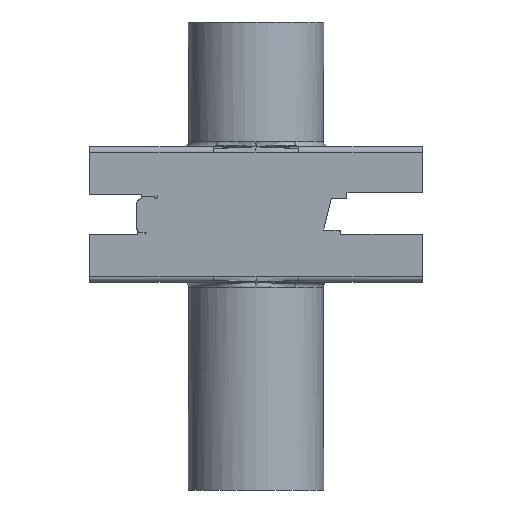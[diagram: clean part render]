
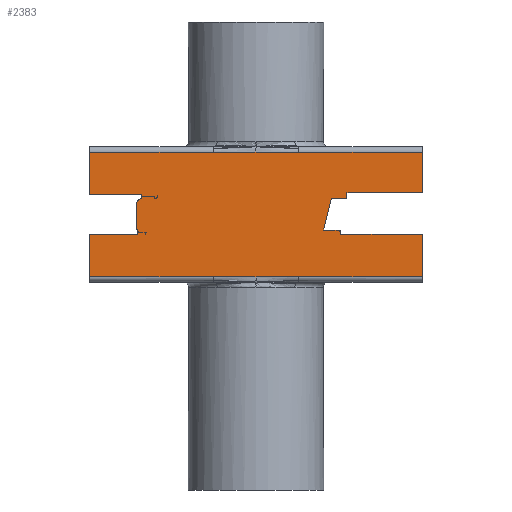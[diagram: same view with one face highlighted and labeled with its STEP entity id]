
A CAD part, left-side view. The second image highlights one B-rep face of the part: STEP entity #2383.
In plain terms, the highlighted planar face has unit normal (-1, 0, 0).
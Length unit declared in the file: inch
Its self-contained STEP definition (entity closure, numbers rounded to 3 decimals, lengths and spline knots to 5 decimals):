
#77=PLANE('',#2555);
#161=FACE_OUTER_BOUND('',#305,.T.);
#305=EDGE_LOOP('',(#1721,#1722,#1723,#1724,#1725,#1726,#1727,#1728,#1729,
#1730,#1731,#1732,#1733,#1734,#1735,#1736,#1737,#1738,#1739,#1740,#1741,
#1742,#1743,#1744,#1745,#1746,#1747,#1748));
#442=CIRCLE('',#2540,0.05);
#444=CIRCLE('',#2543,0.15);
#451=CIRCLE('',#2556,0.5);
#541=LINE('',#5532,#707);
#542=LINE('',#5771,#708);
#545=LINE('',#8839,#711);
#546=LINE('',#9078,#712);
#549=LINE('',#10593,#715);
#559=LINE('',#10649,#725);
#572=LINE('',#10725,#738);
#573=LINE('',#10727,#739);
#574=LINE('',#10729,#740);
#575=LINE('',#10731,#741);
#576=LINE('',#10733,#742);
#577=LINE('',#10735,#743);
#578=LINE('',#10736,#744);
#579=LINE('',#10738,#745);
#580=LINE('',#10740,#746);
#581=LINE('',#10742,#747);
#582=LINE('',#10744,#748);
#583=LINE('',#10747,#749);
#584=LINE('',#10749,#750);
#585=LINE('',#10751,#751);
#586=LINE('',#10752,#752);
#587=LINE('',#10754,#753);
#588=LINE('',#10756,#754);
#589=LINE('',#10757,#755);
#707=VECTOR('',#2759,0.3937);
#708=VECTOR('',#2764,0.3937);
#711=VECTOR('',#2791,0.3937);
#712=VECTOR('',#2796,0.3937);
#715=VECTOR('',#2811,0.3937);
#725=VECTOR('',#2843,0.3937);
#738=VECTOR('',#2870,0.3937);
#739=VECTOR('',#2871,0.3937);
#740=VECTOR('',#2872,0.3937);
#741=VECTOR('',#2873,0.3937);
#742=VECTOR('',#2874,0.3937);
#743=VECTOR('',#2875,0.3937);
#744=VECTOR('',#2876,0.3937);
#745=VECTOR('',#2877,0.3937);
#746=VECTOR('',#2878,0.3937);
#747=VECTOR('',#2879,0.3937);
#748=VECTOR('',#2880,0.3937);
#749=VECTOR('',#2883,0.3937);
#750=VECTOR('',#2884,0.3937);
#751=VECTOR('',#2885,0.3937);
#752=VECTOR('',#2886,0.3937);
#753=VECTOR('',#2887,0.3937);
#754=VECTOR('',#2888,0.3937);
#755=VECTOR('',#2889,0.3937);
#926=B_SPLINE_CURVE_WITH_KNOTS('',3,(#10577,#10578,#10579,#10580,#10581,
#10582,#10583,#10584,#10585,#10586,#10587,#10588,#10589),.UNSPECIFIED.,
 .F.,.F.,(4,3,3,3,4),(0.,0.00123,0.29984,0.55805,
0.74767),.UNSPECIFIED.);
#969=VERTEX_POINT('',#5518);
#970=VERTEX_POINT('',#5531);
#972=VERTEX_POINT('',#5769);
#1001=VERTEX_POINT('',#8825);
#1002=VERTEX_POINT('',#8838);
#1004=VERTEX_POINT('',#9076);
#1019=VERTEX_POINT('',#10565);
#1020=VERTEX_POINT('',#10576);
#1021=VERTEX_POINT('',#10592);
#1023=VERTEX_POINT('',#10598);
#1024=VERTEX_POINT('',#10599);
#1027=VERTEX_POINT('',#10607);
#1036=VERTEX_POINT('',#10647);
#1052=VERTEX_POINT('',#10724);
#1053=VERTEX_POINT('',#10726);
#1054=VERTEX_POINT('',#10728);
#1055=VERTEX_POINT('',#10730);
#1056=VERTEX_POINT('',#10732);
#1057=VERTEX_POINT('',#10734);
#1058=VERTEX_POINT('',#10737);
#1059=VERTEX_POINT('',#10739);
#1060=VERTEX_POINT('',#10741);
#1061=VERTEX_POINT('',#10743);
#1062=VERTEX_POINT('',#10745);
#1063=VERTEX_POINT('',#10748);
#1064=VERTEX_POINT('',#10750);
#1065=VERTEX_POINT('',#10753);
#1066=VERTEX_POINT('',#10755);
#1207=EDGE_CURVE('',#969,#970,#541,.T.);
#1211=EDGE_CURVE('',#972,#969,#542,.T.);
#1251=EDGE_CURVE('',#1001,#1002,#545,.T.);
#1255=EDGE_CURVE('',#1004,#1001,#546,.T.);
#1275=EDGE_CURVE('',#1020,#1019,#926,.T.);
#1277=EDGE_CURVE('',#1021,#1020,#549,.T.);
#1280=EDGE_CURVE('',#1023,#1024,#442,.T.);
#1284=EDGE_CURVE('',#1027,#1024,#444,.T.);
#1296=EDGE_CURVE('',#1023,#1036,#559,.T.);
#1315=EDGE_CURVE('',#1019,#1052,#572,.T.);
#1316=EDGE_CURVE('',#1052,#1053,#573,.T.);
#1317=EDGE_CURVE('',#1053,#1054,#574,.T.);
#1318=EDGE_CURVE('',#1054,#1055,#575,.T.);
#1319=EDGE_CURVE('',#1055,#1056,#576,.T.);
#1320=EDGE_CURVE('',#1056,#1057,#577,.T.);
#1321=EDGE_CURVE('',#970,#1057,#578,.T.);
#1322=EDGE_CURVE('',#1058,#972,#579,.T.);
#1323=EDGE_CURVE('',#1058,#1059,#580,.T.);
#1324=EDGE_CURVE('',#1059,#1060,#581,.T.);
#1325=EDGE_CURVE('',#1060,#1061,#582,.T.);
#1326=EDGE_CURVE('',#1061,#1062,#451,.T.);
#1327=EDGE_CURVE('',#1062,#1027,#583,.T.);
#1328=EDGE_CURVE('',#1036,#1063,#584,.T.);
#1329=EDGE_CURVE('',#1063,#1064,#585,.T.);
#1330=EDGE_CURVE('',#1002,#1064,#586,.T.);
#1331=EDGE_CURVE('',#1065,#1004,#587,.T.);
#1332=EDGE_CURVE('',#1065,#1066,#588,.T.);
#1333=EDGE_CURVE('',#1066,#1021,#589,.T.);
#1721=ORIENTED_EDGE('',*,*,#1275,.T.);
#1722=ORIENTED_EDGE('',*,*,#1315,.T.);
#1723=ORIENTED_EDGE('',*,*,#1316,.T.);
#1724=ORIENTED_EDGE('',*,*,#1317,.T.);
#1725=ORIENTED_EDGE('',*,*,#1318,.T.);
#1726=ORIENTED_EDGE('',*,*,#1319,.T.);
#1727=ORIENTED_EDGE('',*,*,#1320,.T.);
#1728=ORIENTED_EDGE('',*,*,#1321,.F.);
#1729=ORIENTED_EDGE('',*,*,#1207,.F.);
#1730=ORIENTED_EDGE('',*,*,#1211,.F.);
#1731=ORIENTED_EDGE('',*,*,#1322,.F.);
#1732=ORIENTED_EDGE('',*,*,#1323,.T.);
#1733=ORIENTED_EDGE('',*,*,#1324,.T.);
#1734=ORIENTED_EDGE('',*,*,#1325,.T.);
#1735=ORIENTED_EDGE('',*,*,#1326,.T.);
#1736=ORIENTED_EDGE('',*,*,#1327,.T.);
#1737=ORIENTED_EDGE('',*,*,#1284,.T.);
#1738=ORIENTED_EDGE('',*,*,#1280,.F.);
#1739=ORIENTED_EDGE('',*,*,#1296,.T.);
#1740=ORIENTED_EDGE('',*,*,#1328,.T.);
#1741=ORIENTED_EDGE('',*,*,#1329,.T.);
#1742=ORIENTED_EDGE('',*,*,#1330,.F.);
#1743=ORIENTED_EDGE('',*,*,#1251,.F.);
#1744=ORIENTED_EDGE('',*,*,#1255,.F.);
#1745=ORIENTED_EDGE('',*,*,#1331,.F.);
#1746=ORIENTED_EDGE('',*,*,#1332,.T.);
#1747=ORIENTED_EDGE('',*,*,#1333,.T.);
#1748=ORIENTED_EDGE('',*,*,#1277,.T.);
#2383=ADVANCED_FACE('',(#161),#77,.T.);
#2540=AXIS2_PLACEMENT_3D('',#10600,#2817,#2818);
#2543=AXIS2_PLACEMENT_3D('',#10608,#2825,#2826);
#2555=AXIS2_PLACEMENT_3D('',#10723,#2868,#2869);
#2556=AXIS2_PLACEMENT_3D('',#10746,#2881,#2882);
#2759=DIRECTION('',(0.,-1.,0.));
#2764=DIRECTION('',(0.,-1.,0.));
#2791=DIRECTION('',(0.,1.,0.));
#2796=DIRECTION('',(0.,1.,0.));
#2811=DIRECTION('',(0.,0.,1.));
#2817=DIRECTION('center_axis',(-1.,0.,0.));
#2818=DIRECTION('ref_axis',(0.,-0.791,0.612));
#2825=DIRECTION('center_axis',(-1.,0.,0.));
#2826=DIRECTION('ref_axis',(0.,0.707,-0.707));
#2843=DIRECTION('',(0.,0.,-1.));
#2868=DIRECTION('center_axis',(-1.,0.,0.));
#2869=DIRECTION('ref_axis',(0.,0.,1.));
#2870=DIRECTION('',(0.,1.,0.));
#2871=DIRECTION('',(0.,-0.243,0.97));
#2872=DIRECTION('',(0.,-1.,0.));
#2873=DIRECTION('',(0.,0.,1.));
#2874=DIRECTION('',(0.,-1.,0.));
#2875=DIRECTION('',(0.,0.,1.));
#2876=DIRECTION('',(0.,-1.,0.));
#2877=DIRECTION('',(0.,-1.,0.));
#2878=DIRECTION('',(0.,0.,-1.));
#2879=DIRECTION('',(0.,-1.,0.));
#2880=DIRECTION('',(0.,0.,-1.));
#2881=DIRECTION('center_axis',(-1.,0.,0.));
#2882=DIRECTION('ref_axis',(0.,0.707,0.707));
#2883=DIRECTION('',(0.,0.,-1.));
#2884=DIRECTION('',(0.,1.,0.));
#2885=DIRECTION('',(0.,0.,-1.));
#2886=DIRECTION('',(0.,1.,0.));
#2887=DIRECTION('',(0.,1.,0.));
#2888=DIRECTION('',(0.,0.,1.));
#2889=DIRECTION('',(0.,1.,0.));
#5518=CARTESIAN_POINT('',(-6.5,0.,6.));
#5531=CARTESIAN_POINT('',(-6.5,-4.10548,6.));
#5532=CARTESIAN_POINT('',(-6.5,0.,6.));
#5769=CARTESIAN_POINT('',(-6.5,4.10548,6.));
#5771=CARTESIAN_POINT('',(-6.5,0.,6.));
#8825=CARTESIAN_POINT('',(-6.5,0.,-6.));
#8838=CARTESIAN_POINT('',(-6.5,4.10548,-6.));
#8839=CARTESIAN_POINT('',(-6.5,0.,-6.));
#9076=CARTESIAN_POINT('',(-6.5,-4.10548,-6.));
#9078=CARTESIAN_POINT('',(-6.5,0.,-6.));
#10565=CARTESIAN_POINT('',(-6.5,-7.89352,-1.5));
#10576=CARTESIAN_POINT('',(-6.5,-8.15,-1.63953));
#10577=CARTESIAN_POINT('Ctrl Pts',(-6.5,-8.15,-1.63953));
#10578=CARTESIAN_POINT('Ctrl Pts',(-6.5,-8.14989,-1.63943));
#10579=CARTESIAN_POINT('Ctrl Pts',(-6.5,-8.14978,-1.63932));
#10580=CARTESIAN_POINT('Ctrl Pts',(-6.5,-8.14967,-1.63921));
#10581=CARTESIAN_POINT('Ctrl Pts',(-6.5,-8.12262,-1.6132));
#10582=CARTESIAN_POINT('Ctrl Pts',(-6.5,-8.09595,-1.58847));
#10583=CARTESIAN_POINT('Ctrl Pts',(-6.5,-8.06636,-1.56642));
#10584=CARTESIAN_POINT('Ctrl Pts',(-6.5,-8.04077,-1.54735));
#10585=CARTESIAN_POINT('Ctrl Pts',(-6.5,-8.00978,-1.52794));
#10586=CARTESIAN_POINT('Ctrl Pts',(-6.5,-7.97433,-1.51502));
#10587=CARTESIAN_POINT('Ctrl Pts',(-6.5,-7.9483,-1.50554));
#10588=CARTESIAN_POINT('Ctrl Pts',(-6.5,-7.9211,-1.5));
#10589=CARTESIAN_POINT('Ctrl Pts',(-6.5,-7.89352,-1.5));
#10592=CARTESIAN_POINT('',(-6.5,-8.15,-1.9));
#10593=CARTESIAN_POINT('',(-6.5,-8.15,-0.75));
#10598=CARTESIAN_POINT('',(-6.5,11.35,-1.54365));
#10599=CARTESIAN_POINT('',(-6.5,11.3875,-1.49524));
#10600=CARTESIAN_POINT('Origin',(-6.5,11.4,-1.54365));
#10607=CARTESIAN_POINT('',(-6.5,11.5,-1.35));
#10608=CARTESIAN_POINT('Origin',(-6.5,11.35,-1.35));
#10647=CARTESIAN_POINT('',(-6.5,11.35,-1.9));
#10649=CARTESIAN_POINT('',(-6.5,11.35,-0.95));
#10723=CARTESIAN_POINT('Origin',(-6.5,0.,0.));
#10724=CARTESIAN_POINT('',(-6.5,-6.5,-1.5));
#10725=CARTESIAN_POINT('',(-6.5,-3.25,-1.5));
#10726=CARTESIAN_POINT('',(-6.5,-7.25,1.5));
#10727=CARTESIAN_POINT('',(-6.5,-6.86029,-0.05882));
#10728=CARTESIAN_POINT('',(-6.5,-8.75,1.5));
#10729=CARTESIAN_POINT('',(-6.5,-3.25,1.5));
#10730=CARTESIAN_POINT('',(-6.5,-8.75,2.1));
#10731=CARTESIAN_POINT('',(-6.5,-8.75,1.05));
#10732=CARTESIAN_POINT('',(-6.5,-16.,2.1));
#10733=CARTESIAN_POINT('',(-6.5,-8.,2.1));
#10734=CARTESIAN_POINT('',(-6.5,-16.,6.));
#10735=CARTESIAN_POINT('',(-6.5,-16.,-6.5));
#10736=CARTESIAN_POINT('',(-6.5,8.,6.));
#10737=CARTESIAN_POINT('',(-6.5,16.,6.));
#10738=CARTESIAN_POINT('',(-6.5,8.,6.));
#10739=CARTESIAN_POINT('',(-6.5,16.,1.9));
#10740=CARTESIAN_POINT('',(-6.5,16.,6.5));
#10741=CARTESIAN_POINT('',(-6.5,11.,1.9));
#10742=CARTESIAN_POINT('',(-6.5,5.5,1.9));
#10743=CARTESIAN_POINT('',(-6.5,11.,1.5));
#10744=CARTESIAN_POINT('',(-6.5,11.,0.75));
#10745=CARTESIAN_POINT('',(-6.5,11.5,1.));
#10746=CARTESIAN_POINT('Origin',(-6.5,11.,1.));
#10747=CARTESIAN_POINT('',(-6.5,11.5,0.38317));
#10748=CARTESIAN_POINT('',(-6.5,16.,-1.9));
#10749=CARTESIAN_POINT('',(-6.5,8.,-1.9));
#10750=CARTESIAN_POINT('',(-6.5,16.,-6.));
#10751=CARTESIAN_POINT('',(-6.5,16.,6.5));
#10752=CARTESIAN_POINT('',(-6.5,-8.,-6.));
#10753=CARTESIAN_POINT('',(-6.5,-16.,-6.));
#10754=CARTESIAN_POINT('',(-6.5,-8.,-6.));
#10755=CARTESIAN_POINT('',(-6.5,-16.,-1.9));
#10756=CARTESIAN_POINT('',(-6.5,-16.,-6.5));
#10757=CARTESIAN_POINT('',(-6.5,-4.075,-1.9));
